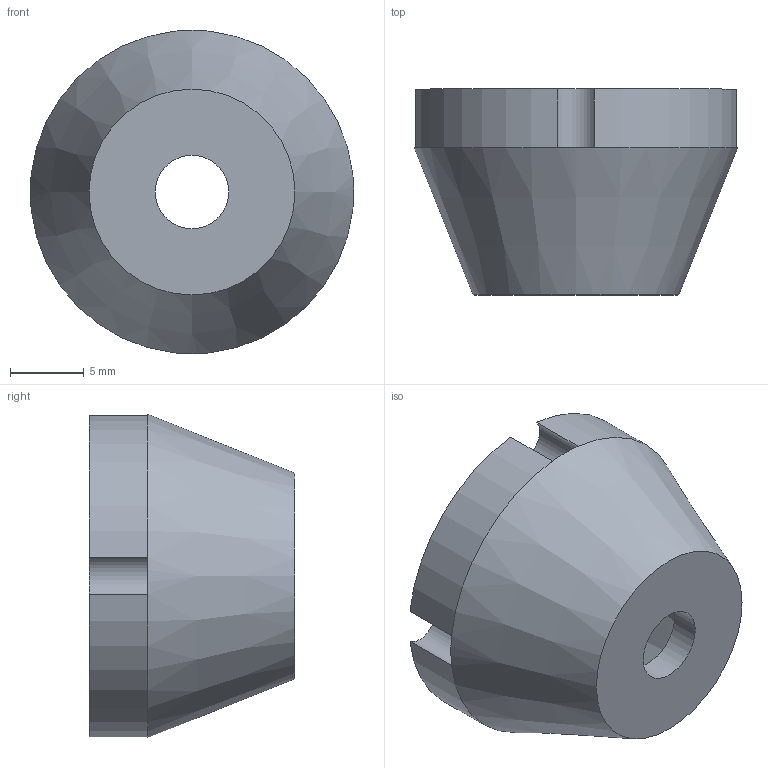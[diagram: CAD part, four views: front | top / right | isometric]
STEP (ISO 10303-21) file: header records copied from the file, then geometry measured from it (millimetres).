
FILE_DESCRIPTION(/* description */ ('STEP AP242','CAx-IF Rec.Pracs.---Representation and Presentation of Product Manufacturing Information (PMI)---4.0---2014-10-13','CAx-IF Rec.Pracs.---3D Tessellated Geometry---0.4---2014-09-14','2;1'),/* implementation_level */ '2;1');
FILE_NAME(/* name */ '68109a4fada72b72c6419730',/* time_stamp */ '2025-04-29T09:22:24Z',/* author */ (''),/* organization */ (''),/* preprocessor_version */ 'ST-DEVELOPER v20',/* originating_system */ 'ONSHAPE BY PTC INC, 1.197',/* authorisation */ ' ');
FILE_SCHEMA (('AP242_MANAGED_MODEL_BASED_3D_ENGINEERING_MIM_LF { 1 0 10303 442 1 1 4 }'));
Length unit declared in the file: metre
Products named in the file (1): Part 1
Bounding box: 21.98 x 14 x 21.99 mm (x, y, z)
Volume: 2077.5 mm3; surface area: 1909.3 mm2
Topology: 1 solids, 1 shells, 19 faces, 39 edges, 23 vertices
Faces by surface type: cylinder 10, plane 7, cone 2
Full cylindrical faces by diameter (mm): 5 x1, 16 x1
Entity records: 504 total; most frequent: DIRECTION 100, CARTESIAN_POINT 76, ORIENTED_EDGE 68, AXIS2_PLACEMENT_3D 46, EDGE_CURVE 34, CIRCLE 26, EDGE_LOOP 26, FACE_BOUND 26
